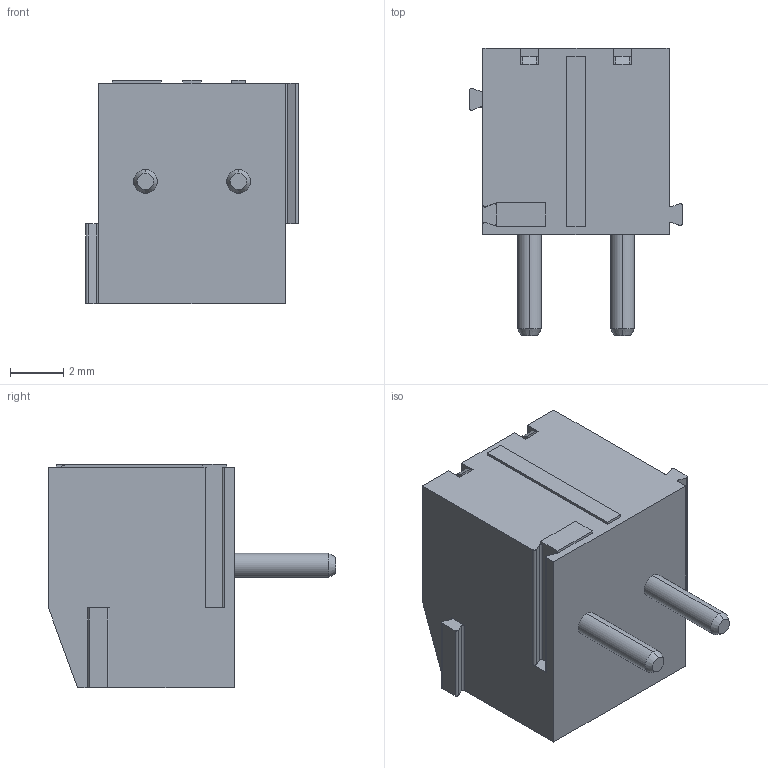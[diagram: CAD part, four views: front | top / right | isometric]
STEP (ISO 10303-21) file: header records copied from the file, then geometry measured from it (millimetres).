
FILE_DESCRIPTION (( 'STEP AP214' ), '1' );
FILE_NAME ('OSTTF020161.STEP', '2021-04-20T12:17:25', ( '' ), ( '' ), 'SwSTEP 2.0', 'SolidWorks 2017', '' );
FILE_SCHEMA (( 'AUTOMOTIVE_DESIGN' ));
Length unit declared in the file: millimetre
Products named in the file (2): OSTTF020161
Assembly tree (1 placements, depth 2):
  OSTTF020161
    OSTTF020161
Bounding box: 8 x 10.8 x 8.4 mm (x, y, z)
Volume: 329.5 mm3; surface area: 597.8 mm2
Topology: 7 solids, 7 shells, 185 faces, 473 edges, 310 vertices
Faces by surface type: plane 129, cylinder 48, torus 4, cone 4
Entity records: 5703 total; most frequent: CARTESIAN_POINT 996, DIRECTION 959, ORIENTED_EDGE 946, EDGE_CURVE 473, LINE 349, VECTOR 349, VERTEX_POINT 310, AXIS2_PLACEMENT_3D 305
